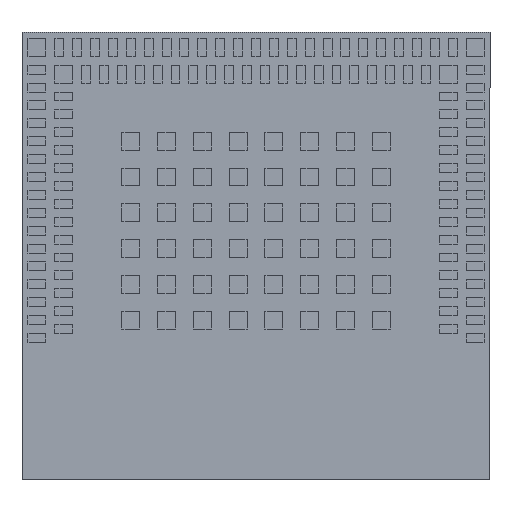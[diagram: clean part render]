
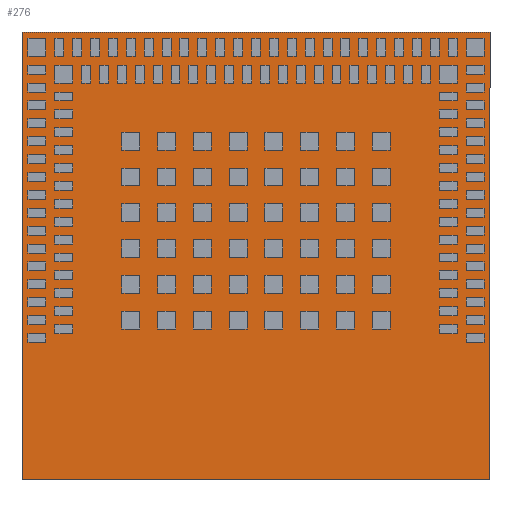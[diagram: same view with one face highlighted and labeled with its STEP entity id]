
A CAD part, front view. The second image highlights one B-rep face of the part: STEP entity #276.
In plain terms, the highlighted planar face has unit normal (0, -1, 0).
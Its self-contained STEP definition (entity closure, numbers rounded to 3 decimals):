
#276 = ADVANCED_FACE ( 'NONE', ( #26235 ), #6001, .F. ) ;
#1638 = EDGE_CURVE ( 'NONE', #12807, #6190, #9710, .T. ) ;
#2369 = CARTESIAN_POINT ( 'NONE',  ( 0., -0.7, -15. ) ) ;
#2421 = AXIS2_PLACEMENT_3D ( 'NONE', #6604, #5648, #4869 ) ;
#3898 = CARTESIAN_POINT ( 'NONE',  ( 0., -0.7, 0. ) ) ;
#4210 = LINE ( 'NONE', #30697, #29916 ) ;
#4869 = DIRECTION ( 'NONE',  ( 0., 0., 1. ) ) ;
#5648 = DIRECTION ( 'NONE',  ( 0., 1., 0. ) ) ;
#6001 = PLANE ( 'NONE',  #2421 ) ;
#6190 = VERTEX_POINT ( 'NONE', #2369 ) ;
#6318 = ORIENTED_EDGE ( 'NONE', *, *, #20689, .F. ) ;
#6604 = CARTESIAN_POINT ( 'NONE',  ( 0., -0.7, 0. ) ) ;
#9494 = ORIENTED_EDGE ( 'NONE', *, *, #1638, .F. ) ;
#9564 = EDGE_CURVE ( 'NONE', #17519, #12807, #4210, .T. ) ;
#9710 = LINE ( 'NONE', #14817, #26130 ) ;
#12029 = CARTESIAN_POINT ( 'NONE',  ( 15.7, -0.7, 0. ) ) ;
#12807 = VERTEX_POINT ( 'NONE', #14830 ) ;
#13313 = DIRECTION ( 'NONE',  ( 0., 0., 1. ) ) ;
#14817 = CARTESIAN_POINT ( 'NONE',  ( 0., -0.7, -15. ) ) ;
#14830 = CARTESIAN_POINT ( 'NONE',  ( 15.7, -0.7, -15. ) ) ;
#14844 = DIRECTION ( 'NONE',  ( -1., 0., 0. ) ) ;
#17519 = VERTEX_POINT ( 'NONE', #12029 ) ;
#19703 = LINE ( 'NONE', #28585, #31872 ) ;
#19954 = ORIENTED_EDGE ( 'NONE', *, *, #9564, .F. ) ;
#20689 = EDGE_CURVE ( 'NONE', #6190, #26432, #19703, .T. ) ;
#21745 = VECTOR ( 'NONE', #24002, 1000. ) ;
#23825 = EDGE_CURVE ( 'NONE', #26432, #17519, #29760, .T. ) ;
#24002 = DIRECTION ( 'NONE',  ( 1., 0., 0. ) ) ;
#25972 = EDGE_LOOP ( 'NONE', ( #6318, #9494, #19954, #29765 ) ) ;
#26130 = VECTOR ( 'NONE', #14844, 1000. ) ;
#26235 = FACE_OUTER_BOUND ( 'NONE', #25972, .T. ) ;
#26264 = CARTESIAN_POINT ( 'NONE',  ( 0., -0.7, 0. ) ) ;
#26432 = VERTEX_POINT ( 'NONE', #26264 ) ;
#27693 = DIRECTION ( 'NONE',  ( 0., 0., -1. ) ) ;
#28585 = CARTESIAN_POINT ( 'NONE',  ( 0., -0.7, 0. ) ) ;
#29760 = LINE ( 'NONE', #3898, #21745 ) ;
#29765 = ORIENTED_EDGE ( 'NONE', *, *, #23825, .F. ) ;
#29916 = VECTOR ( 'NONE', #27693, 1000. ) ;
#30697 = CARTESIAN_POINT ( 'NONE',  ( 15.7, -0.7, 0. ) ) ;
#31872 = VECTOR ( 'NONE', #13313, 1000. ) ;
